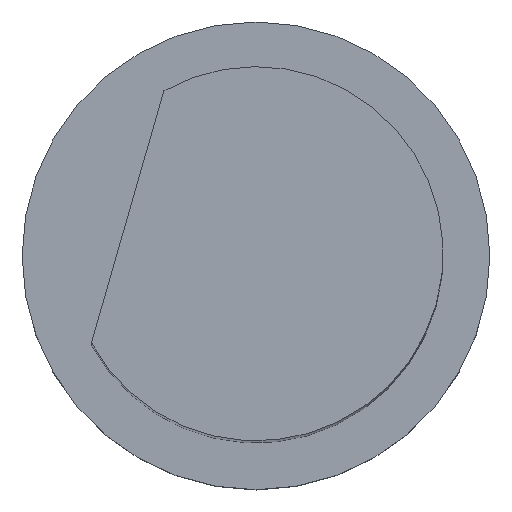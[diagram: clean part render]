
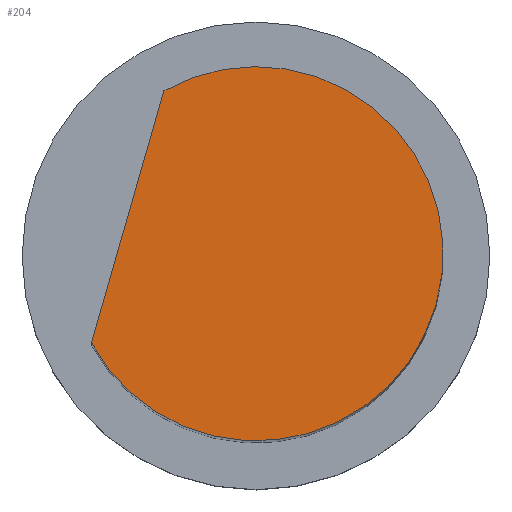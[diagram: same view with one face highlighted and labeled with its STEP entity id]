
A CAD part, top view. The second image highlights one B-rep face of the part: STEP entity #204.
In plain terms, the highlighted planar face has unit normal (0, 0, 1).
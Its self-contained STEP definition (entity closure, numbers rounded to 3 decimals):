
#55=CARTESIAN_POINT('',(0.,0.,110.54));
#56=DIRECTION('',(0.,0.,1.));
#57=DIRECTION('',(-0.879,-0.477,0.));
#58=AXIS2_PLACEMENT_3D('',#55,#56,#57);
#60=DIRECTION('',(-0.276,-0.961,0.));
#61=VECTOR('',#60,14.018);
#62=CARTESIAN_POINT('',(-4.919,8.707,110.54));
#63=LINE('',#62,#61);
#101=CARTESIAN_POINT('',(-8.791,-4.766,110.54));
#102=CARTESIAN_POINT('',(-4.919,8.707,110.54));
#103=VERTEX_POINT('',#101);
#104=VERTEX_POINT('',#102);
#195=CARTESIAN_POINT('',(0.,0.,110.54));
#196=DIRECTION('',(0.,0.,1.));
#197=DIRECTION('',(0.,1.,0.));
#198=AXIS2_PLACEMENT_3D('',#195,#196,#197);
#199=PLANE('',#198);
#200=ORIENTED_EDGE('',*,*,#174,.F.);
#201=ORIENTED_EDGE('',*,*,#188,.F.);
#202=EDGE_LOOP('',(#200,#201));
#203=FACE_OUTER_BOUND('',#202,.F.);
#204=ADVANCED_FACE('',(#203),#199,.T.);
#59=CIRCLE('',#58,10.);
#174=EDGE_CURVE('',#103,#104,#59,.T.);
#188=EDGE_CURVE('',#104,#103,#63,.T.);
